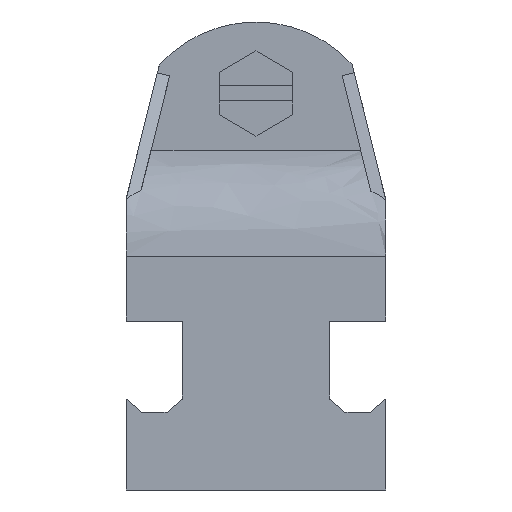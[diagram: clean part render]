
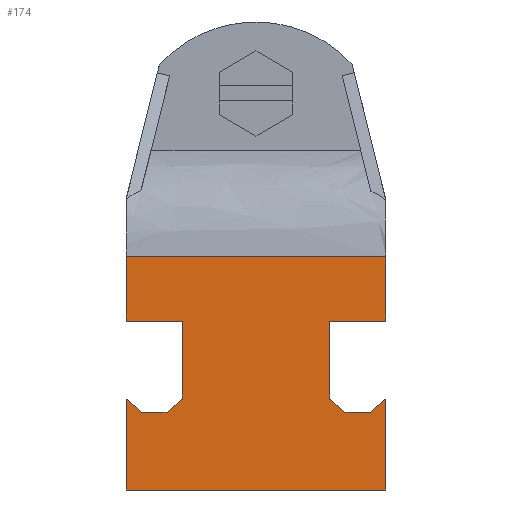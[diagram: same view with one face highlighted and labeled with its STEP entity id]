
A CAD part, front view. The second image highlights one B-rep face of the part: STEP entity #174.
In plain terms, the highlighted planar face has unit normal (0, -1, 0).
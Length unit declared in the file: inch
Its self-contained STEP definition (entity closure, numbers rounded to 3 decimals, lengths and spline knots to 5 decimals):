
#174=ADVANCED_FACE('',(#410),#411,.T.);
#410=FACE_OUTER_BOUND('',#731,.T.);
#411=PLANE('',#732);
#731=EDGE_LOOP('',(#1223,#1224,#1225,#1226,#1227,#1228,#1229,#1230,#1231,#1232,#1233,#1234,#1235,#1236,#1237,#1238));
#732=AXIS2_PLACEMENT_3D('',#1239,#1240,#1241);
#1223=ORIENTED_EDGE('',*,*,#2046,.T.);
#1224=ORIENTED_EDGE('',*,*,#2024,.F.);
#1225=ORIENTED_EDGE('',*,*,#2047,.T.);
#1226=ORIENTED_EDGE('',*,*,#2048,.T.);
#1227=ORIENTED_EDGE('',*,*,#2049,.T.);
#1228=ORIENTED_EDGE('',*,*,#2050,.T.);
#1229=ORIENTED_EDGE('',*,*,#2051,.T.);
#1230=ORIENTED_EDGE('',*,*,#2052,.T.);
#1231=ORIENTED_EDGE('',*,*,#2053,.T.);
#1232=ORIENTED_EDGE('',*,*,#2054,.T.);
#1233=ORIENTED_EDGE('',*,*,#2055,.T.);
#1234=ORIENTED_EDGE('',*,*,#2056,.T.);
#1235=ORIENTED_EDGE('',*,*,#1994,.T.);
#1236=ORIENTED_EDGE('',*,*,#2057,.T.);
#1237=ORIENTED_EDGE('',*,*,#2058,.T.);
#1238=ORIENTED_EDGE('',*,*,#2059,.T.);
#1239=CARTESIAN_POINT('',(1.24989,0.,0.56223));
#1240=DIRECTION('',(0.0,-1.0,0.0));
#1241=DIRECTION('',(0.0,0.0,1.0));
#1994=EDGE_CURVE('',#2359,#2360,#2361,.T.);
#2024=EDGE_CURVE('',#2412,#2410,#2414,.T.);
#2046=EDGE_CURVE('',#2451,#2410,#2452,.T.);
#2047=EDGE_CURVE('',#2412,#2453,#2454,.T.);
#2048=EDGE_CURVE('',#2453,#2455,#2456,.T.);
#2049=EDGE_CURVE('',#2455,#2457,#2458,.T.);
#2050=EDGE_CURVE('',#2457,#2459,#2460,.T.);
#2051=EDGE_CURVE('',#2459,#2461,#2462,.T.);
#2052=EDGE_CURVE('',#2461,#2463,#2464,.T.);
#2053=EDGE_CURVE('',#2463,#2465,#2466,.T.);
#2054=EDGE_CURVE('',#2465,#2467,#2468,.T.);
#2055=EDGE_CURVE('',#2467,#2469,#2470,.T.);
#2056=EDGE_CURVE('',#2469,#2359,#2471,.T.);
#2057=EDGE_CURVE('',#2360,#2472,#2473,.T.);
#2058=EDGE_CURVE('',#2472,#2474,#2475,.T.);
#2059=EDGE_CURVE('',#2474,#2451,#2476,.T.);
#2359=VERTEX_POINT('',#2895);
#2360=VERTEX_POINT('',#2896);
#2361=LINE('',#2897,#2898);
#2410=VERTEX_POINT('',#2970);
#2412=VERTEX_POINT('',#2973);
#2414=LINE('',#2976,#2977);
#2451=VERTEX_POINT('',#3030);
#2452=LINE('',#3031,#3032);
#2453=VERTEX_POINT('',#3033);
#2454=LINE('',#3034,#3035);
#2455=VERTEX_POINT('',#3036);
#2456=LINE('',#3037,#3038);
#2457=VERTEX_POINT('',#3039);
#2458=LINE('',#3040,#3041);
#2459=VERTEX_POINT('',#3042);
#2460=LINE('',#3043,#3044);
#2461=VERTEX_POINT('',#3045);
#2462=LINE('',#3046,#3047);
#2463=VERTEX_POINT('',#3048);
#2464=LINE('',#3049,#3050);
#2465=VERTEX_POINT('',#3051);
#2466=LINE('',#3052,#3053);
#2467=VERTEX_POINT('',#3054);
#2468=LINE('',#3055,#3056);
#2469=VERTEX_POINT('',#3057);
#2470=LINE('',#3058,#3059);
#2471=LINE('',#3060,#3061);
#2472=VERTEX_POINT('',#3062);
#2473=LINE('',#3063,#3064);
#2474=VERTEX_POINT('',#3065);
#2475=LINE('',#3066,#3067);
#2476=LINE('',#3068,#3069);
#2895=CARTESIAN_POINT('',(0.26997,0.,0.81219));
#2896=CARTESIAN_POINT('',(0.26997,0.,0.43726));
#2897=CARTESIAN_POINT('',(0.26997,0.,0.59348));
#2898=VECTOR('',#3854,1.);
#2970=CARTESIAN_POINT('',(0.0,0.,0.));
#2973=CARTESIAN_POINT('',(1.24982,0.,0.));
#2976=CARTESIAN_POINT('',(1.24989,0.,0.));
#2977=VECTOR('',#3880,1.);
#3030=CARTESIAN_POINT('',(0.0,0.,0.43726));
#3031=CARTESIAN_POINT('',(0.0,0.,0.3765));
#3032=VECTOR('',#3897,1.);
#3033=CARTESIAN_POINT('',(1.24982,0.,0.43726));
#3034=CARTESIAN_POINT('',(1.24982,0.,0.3765));
#3035=VECTOR('',#3898,1.);
#3036=CARTESIAN_POINT('',(1.17732,0.,0.37478));
#3037=CARTESIAN_POINT('',(1.26261,0.,0.44829));
#3038=VECTOR('',#3899,1.);
#3039=CARTESIAN_POINT('',(1.05236,0.,0.37478));
#3040=CARTESIAN_POINT('',(1.18237,0.,0.37478));
#3041=VECTOR('',#3900,1.);
#3042=CARTESIAN_POINT('',(0.97985,0.,0.43726));
#3043=CARTESIAN_POINT('',(1.04456,0.,0.3815));
#3044=VECTOR('',#3901,1.);
#3045=CARTESIAN_POINT('',(0.97985,0.,0.81219));
#3046=CARTESIAN_POINT('',(0.97985,0.,0.59348));
#3047=VECTOR('',#3902,1.);
#3048=CARTESIAN_POINT('',(1.24982,0.,0.81219));
#3049=CARTESIAN_POINT('',(1.18236,0.,0.81219));
#3050=VECTOR('',#3903,1.);
#3051=CARTESIAN_POINT('',(1.24982,0.,1.12446));
#3052=CARTESIAN_POINT('',(1.24982,0.,0.89044));
#3053=VECTOR('',#3904,1.);
#3054=CARTESIAN_POINT('',(0.0,0.,1.12446));
#3055=CARTESIAN_POINT('',(1.24989,0.,1.12446));
#3056=VECTOR('',#3905,1.);
#3057=CARTESIAN_POINT('',(0.0,0.,0.81219));
#3058=CARTESIAN_POINT('',(0.0,0.,0.89044));
#3059=VECTOR('',#3906,1.);
#3060=CARTESIAN_POINT('',(0.69244,0.,0.81219));
#3061=VECTOR('',#3907,1.);
#3062=CARTESIAN_POINT('',(0.19746,0.,0.37478));
#3063=CARTESIAN_POINT('',(0.5639,0.,0.69056));
#3064=VECTOR('',#3908,1.);
#3065=CARTESIAN_POINT('',(0.07251,0.,0.37478));
#3066=CARTESIAN_POINT('',(0.69244,0.,0.37478));
#3067=VECTOR('',#3909,1.);
#3068=CARTESIAN_POINT('',(0.34585,0.,0.13922));
#3069=VECTOR('',#3910,1.0);
#3854=DIRECTION('',(0.0,0.0,-1.0));
#3880=DIRECTION('',(-1.0,0.0,0.0));
#3897=DIRECTION('',(0.0,0.0,-1.0));
#3898=DIRECTION('',(0.0,0.0,1.0));
#3899=DIRECTION('',(-0.757,0.0,-0.653));
#3900=DIRECTION('',(-1.0,0.0,0.0));
#3901=DIRECTION('',(-0.758,0.0,0.653));
#3902=DIRECTION('',(0.0,0.0,1.0));
#3903=DIRECTION('',(1.0,0.0,0.0));
#3904=DIRECTION('',(0.0,0.0,1.0));
#3905=DIRECTION('',(-1.0,0.0,0.0));
#3906=DIRECTION('',(0.0,0.0,-1.0));
#3907=DIRECTION('',(1.0,0.0,0.0));
#3908=DIRECTION('',(-0.758,0.0,-0.653));
#3909=DIRECTION('',(-1.0,0.0,0.0));
#3910=DIRECTION('',(-0.758,0.0,0.653));
